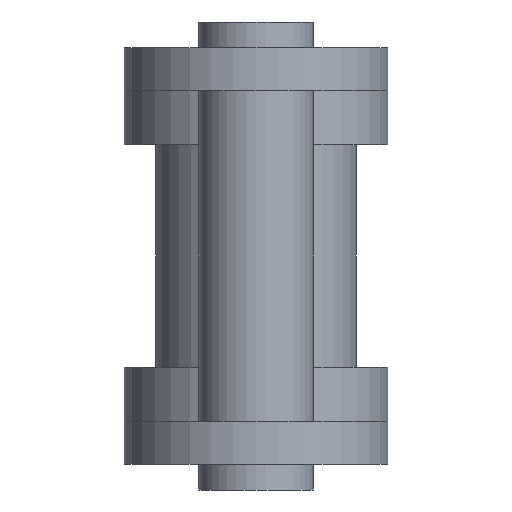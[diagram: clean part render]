
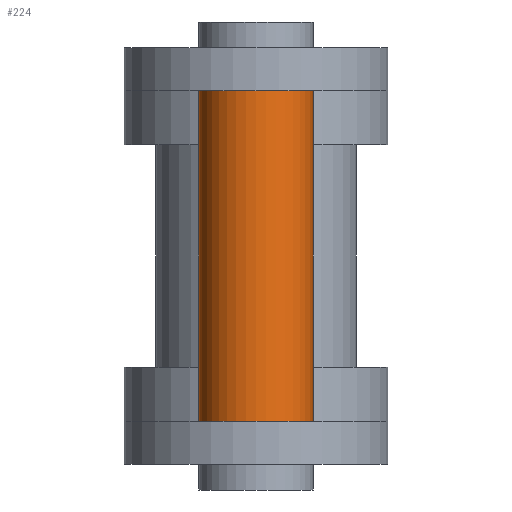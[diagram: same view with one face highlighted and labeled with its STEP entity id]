
A CAD part, left-side view. The second image highlights one B-rep face of the part: STEP entity #224.
In plain terms, the highlighted cylindrical face has radius 7.95 mm (diameter 15.9 mm), a partial arc.
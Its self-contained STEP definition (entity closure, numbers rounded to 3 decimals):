
#224=ADVANCED_FACE('',(#462),#463,.T.);
#462=FACE_OUTER_BOUND('',#705,.T.);
#463=CYLINDRICAL_SURFACE('',#706,7.95);
#705=EDGE_LOOP('',(#1297,#1298,#1299,#1300));
#706=AXIS2_PLACEMENT_3D('',#1301,#1302,#1303);
#1297=ORIENTED_EDGE('',*,*,#1529,.T.);
#1298=ORIENTED_EDGE('',*,*,#1591,.T.);
#1299=ORIENTED_EDGE('',*,*,#1531,.T.);
#1300=ORIENTED_EDGE('',*,*,#1619,.F.);
#1301=CARTESIAN_POINT('',(0.0,0.0,0.0));
#1302=DIRECTION('',(0.0,0.0,1.0));
#1303=DIRECTION('',(0.,-1.0,0.0));
#1529=EDGE_CURVE('',#1857,#1858,#1859,.T.);
#1531=EDGE_CURVE('',#1862,#1860,#1863,.T.);
#1591=EDGE_CURVE('',#1858,#1862,#1963,.T.);
#1619=EDGE_CURVE('',#1857,#1860,#1991,.T.);
#1857=VERTEX_POINT('',#2267);
#1858=VERTEX_POINT('',#2268);
#1859=LINE('',#2269,#2270);
#1860=VERTEX_POINT('',#2271);
#1862=VERTEX_POINT('',#2273);
#1863=LINE('',#2274,#2275);
#1963=CIRCLE('',#2395,7.95);
#1991=CIRCLE('',#2423,7.95);
#2267=CARTESIAN_POINT('',(0.,-7.95,-22.995));
#2268=CARTESIAN_POINT('',(0.,-7.95,22.995));
#2269=CARTESIAN_POINT('',(0.,-7.95,0.0));
#2270=VECTOR('',#2682,1.0);
#2271=CARTESIAN_POINT('',(0.,7.95,-22.995));
#2273=CARTESIAN_POINT('',(0.,7.95,22.995));
#2274=CARTESIAN_POINT('',(0.,7.95,0.0));
#2275=VECTOR('',#2686,1.0);
#2395=AXIS2_PLACEMENT_3D('',#2788,#2789,#2790);
#2423=AXIS2_PLACEMENT_3D('',#2833,#2834,#2835);
#2682=DIRECTION('',(0.0,0.0,1.0));
#2686=DIRECTION('',(-0.0,-0.0,-1.0));
#2788=CARTESIAN_POINT('',(0.0,0.0,22.995));
#2789=DIRECTION('',(0.0,0.0,-1.0));
#2790=DIRECTION('',(0.,-1.0,0.0));
#2833=CARTESIAN_POINT('',(0.0,0.0,-22.995));
#2834=DIRECTION('',(0.0,-0.0,-1.0));
#2835=DIRECTION('',(0.,-1.0,0.0));
